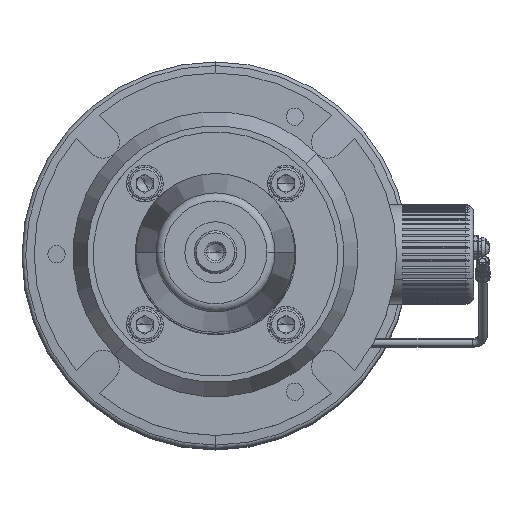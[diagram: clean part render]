
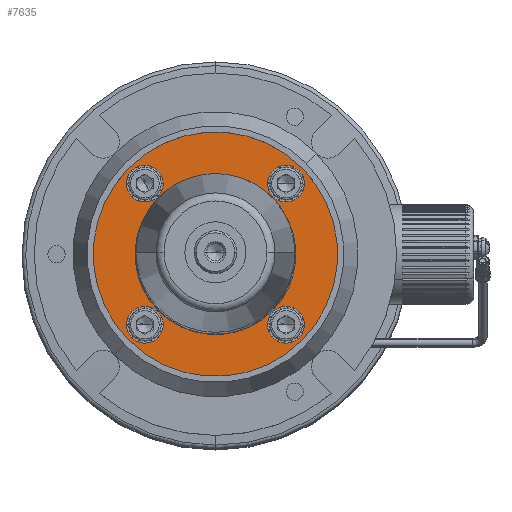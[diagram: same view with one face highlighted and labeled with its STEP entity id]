
A CAD part, top view. The second image highlights one B-rep face of the part: STEP entity #7635.
In plain terms, the highlighted planar face has unit normal (0, 0, 1).
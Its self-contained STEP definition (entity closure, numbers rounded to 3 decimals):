
#1786 = CIRCLE ( 'NONE', #16025, 60. ) ;
#3568 = CARTESIAN_POINT ( 'NONE',  ( -30.759, -30.759, 125.5 ) ) ;
#3585 = CARTESIAN_POINT ( 'NONE',  ( -38.537, 30.759, 125.5 ) ) ;
#3594 = CARTESIAN_POINT ( 'NONE',  ( 27.931, 27.931, 125.5 ) ) ;
#3609 = CARTESIAN_POINT ( 'NONE',  ( 38.537, 38.537, 125.5 ) ) ;
#3611 = CARTESIAN_POINT ( 'NONE',  ( 30.759, -38.537, 125.5 ) ) ;
#3612 = CARTESIAN_POINT ( 'NONE',  ( -27.931, -27.931, 125.5 ) ) ;
#3623 = CARTESIAN_POINT ( 'NONE',  ( -38.537, -38.537, 125.5 ) ) ;
#3632 = CARTESIAN_POINT ( 'NONE',  ( 30.759, 30.759, 125.5 ) ) ;
#3642 = CARTESIAN_POINT ( 'NONE',  ( 38.537, -30.759, 125.5 ) ) ;
#3669 = CARTESIAN_POINT ( 'NONE',  ( -42.426, -42.426, 125.5 ) ) ;
#3670 = CARTESIAN_POINT ( 'NONE',  ( 42.426, 42.426, 125.5 ) ) ;
#3674 = CARTESIAN_POINT ( 'NONE',  ( -30.759, 38.537, 125.5 ) ) ;
#6146 = DIRECTION ( 'NONE',  ( 0., 0., 1. ) ) ;
#6163 = CARTESIAN_POINT ( 'NONE',  ( 0., 0., 125.5 ) ) ;
#6164 = DIRECTION ( 'NONE',  ( 0.707, 0.707, 0. ) ) ;
#6382 = CIRCLE ( 'NONE', #43841, 5.5 ) ;
#7303 = CIRCLE ( 'NONE', #43505, 39.5 ) ;
#7317 = CIRCLE ( 'NONE', #43342, 5.5 ) ;
#7333 = CIRCLE ( 'NONE', #43469, 5.5 ) ;
#7354 = CIRCLE ( 'NONE', #43358, 5.5 ) ;
#7394 = CIRCLE ( 'NONE', #43350, 5.5 ) ;
#7458 = CIRCLE ( 'NONE', #43734, 5.5 ) ;
#7468 = CIRCLE ( 'NONE', #43737, 5.5 ) ;
#7469 = CIRCLE ( 'NONE', #43699, 39.5 ) ;
#7470 = CIRCLE ( 'NONE', #43716, 5.5 ) ;
#7474 = CIRCLE ( 'NONE', #43636, 60. ) ;
#7635 = ADVANCED_FACE ( 'NONE', ( #53548, #53560, #53564, #53570, #53545, #53562 ), #29383, .T. ) ;
#8972 = EDGE_CURVE ( 'NONE', #34010, #34120, #7317, .T. ) ;
#8975 = EDGE_CURVE ( 'NONE', #34016, #34046, #7303, .T. ) ;
#8980 = EDGE_CURVE ( 'NONE', #34055, #34014, #7333, .T. ) ;
#8983 = EDGE_CURVE ( 'NONE', #34002, #34071, #7354, .T. ) ;
#8984 = EDGE_CURVE ( 'NONE', #34074, #34006, #7394, .T. ) ;
#9045 = EDGE_CURVE ( 'NONE', #34070, #34060, #7474, .T. ) ;
#9053 = EDGE_CURVE ( 'NONE', #34046, #34016, #7469, .T. ) ;
#9054 = EDGE_CURVE ( 'NONE', #34120, #34010, #7470, .T. ) ;
#9058 = EDGE_CURVE ( 'NONE', #34014, #34055, #7458, .T. ) ;
#9061 = EDGE_CURVE ( 'NONE', #34071, #34002, #7468, .T. ) ;
#9080 = EDGE_CURVE ( 'NONE', #34006, #34074, #6382, .T. ) ;
#12182 = EDGE_CURVE ( 'NONE', #34060, #34070, #1786, .T. ) ;
#16025 = AXIS2_PLACEMENT_3D ( 'NONE', #6163, #6146, #6164 ) ;
#24830 = AXIS2_PLACEMENT_3D ( 'NONE', #29389, #29428, #29429 ) ;
#27558 = CARTESIAN_POINT ( 'NONE',  ( 0., 0., 125.5 ) ) ;
#27562 = DIRECTION ( 'NONE',  ( 0., 0., 1. ) ) ;
#27589 = CARTESIAN_POINT ( 'NONE',  ( 34.648, -34.648, 125.5 ) ) ;
#27597 = DIRECTION ( 'NONE',  ( 0.707, 0.707, 0. ) ) ;
#27602 = CARTESIAN_POINT ( 'NONE',  ( -34.648, -34.648, 125.5 ) ) ;
#27617 = DIRECTION ( 'NONE',  ( 0., 0., 1. ) ) ;
#27619 = DIRECTION ( 'NONE',  ( 0., 0., 1. ) ) ;
#27621 = DIRECTION ( 'NONE',  ( 0.707, 0.707, 0. ) ) ;
#27625 = DIRECTION ( 'NONE',  ( 0., 0., 1. ) ) ;
#27635 = DIRECTION ( 'NONE',  ( 0.707, 0.707, 0. ) ) ;
#27639 = CARTESIAN_POINT ( 'NONE',  ( -34.648, 34.648, 125.5 ) ) ;
#27641 = CARTESIAN_POINT ( 'NONE',  ( 34.648, 34.648, 125.5 ) ) ;
#27645 = DIRECTION ( 'NONE',  ( 0., 0., 1. ) ) ;
#27646 = DIRECTION ( 'NONE',  ( 0.707, 0.707, 0. ) ) ;
#27647 = DIRECTION ( 'NONE',  ( 0.707, 0.707, 0. ) ) ;
#27746 = DIRECTION ( 'NONE',  ( 0., 0., 1. ) ) ;
#27748 = DIRECTION ( 'NONE',  ( 0.707, 0.707, 0. ) ) ;
#27772 = CARTESIAN_POINT ( 'NONE',  ( 0., 0., 125.5 ) ) ;
#27781 = DIRECTION ( 'NONE',  ( 0.707, 0.707, 0. ) ) ;
#27786 = CARTESIAN_POINT ( 'NONE',  ( 34.648, -34.648, 125.5 ) ) ;
#27787 = DIRECTION ( 'NONE',  ( 0., 0., 1. ) ) ;
#27790 = DIRECTION ( 'NONE',  ( 0., 0., 1. ) ) ;
#27804 = CARTESIAN_POINT ( 'NONE',  ( 0., 0., 125.5 ) ) ;
#27808 = DIRECTION ( 'NONE',  ( 0.707, 0.707, 0. ) ) ;
#27810 = CARTESIAN_POINT ( 'NONE',  ( 34.648, 34.648, 125.5 ) ) ;
#27820 = CARTESIAN_POINT ( 'NONE',  ( -34.648, 34.648, 125.5 ) ) ;
#27822 = DIRECTION ( 'NONE',  ( 0., 0., 1. ) ) ;
#27824 = DIRECTION ( 'NONE',  ( 0.707, 0.707, 0. ) ) ;
#27825 = DIRECTION ( 'NONE',  ( 0.707, 0.707, 0. ) ) ;
#27827 = DIRECTION ( 'NONE',  ( 0., 0., 1. ) ) ;
#27859 = DIRECTION ( 'NONE',  ( 0., 0., 1. ) ) ;
#27861 = DIRECTION ( 'NONE',  ( 0.707, 0.707, 0. ) ) ;
#27881 = CARTESIAN_POINT ( 'NONE',  ( -34.648, -34.648, 125.5 ) ) ;
#29383 = PLANE ( 'NONE',  #24830 ) ;
#29389 = CARTESIAN_POINT ( 'NONE',  ( 0., 0., 125.5 ) ) ;
#29428 = DIRECTION ( 'NONE',  ( 0., 0., 1. ) ) ;
#29429 = DIRECTION ( 'NONE',  ( 0.707, 0.707, 0. ) ) ;
#30993 = EDGE_LOOP ( 'NONE', ( #40818, #40822 ) ) ;
#31003 = EDGE_LOOP ( 'NONE', ( #40821, #40793 ) ) ;
#31007 = EDGE_LOOP ( 'NONE', ( #40809, #40799 ) ) ;
#31082 = EDGE_LOOP ( 'NONE', ( #40791, #40808 ) ) ;
#31085 = EDGE_LOOP ( 'NONE', ( #40802, #40820 ) ) ;
#31095 = EDGE_LOOP ( 'NONE', ( #40807, #40795 ) ) ;
#34002 = VERTEX_POINT ( 'NONE', #3585 ) ;
#34006 = VERTEX_POINT ( 'NONE', #3568 ) ;
#34010 = VERTEX_POINT ( 'NONE', #3611 ) ;
#34014 = VERTEX_POINT ( 'NONE', #3609 ) ;
#34016 = VERTEX_POINT ( 'NONE', #3612 ) ;
#34046 = VERTEX_POINT ( 'NONE', #3594 ) ;
#34055 = VERTEX_POINT ( 'NONE', #3632 ) ;
#34060 = VERTEX_POINT ( 'NONE', #3669 ) ;
#34070 = VERTEX_POINT ( 'NONE', #3670 ) ;
#34071 = VERTEX_POINT ( 'NONE', #3674 ) ;
#34074 = VERTEX_POINT ( 'NONE', #3623 ) ;
#34120 = VERTEX_POINT ( 'NONE', #3642 ) ;
#40791 = ORIENTED_EDGE ( 'NONE', *, *, #8980, .F. ) ;
#40793 = ORIENTED_EDGE ( 'NONE', *, *, #9061, .F. ) ;
#40795 = ORIENTED_EDGE ( 'NONE', *, *, #9053, .F. ) ;
#40799 = ORIENTED_EDGE ( 'NONE', *, *, #9054, .F. ) ;
#40802 = ORIENTED_EDGE ( 'NONE', *, *, #9045, .T. ) ;
#40807 = ORIENTED_EDGE ( 'NONE', *, *, #8975, .F. ) ;
#40808 = ORIENTED_EDGE ( 'NONE', *, *, #9058, .F. ) ;
#40809 = ORIENTED_EDGE ( 'NONE', *, *, #8972, .F. ) ;
#40818 = ORIENTED_EDGE ( 'NONE', *, *, #8984, .F. ) ;
#40820 = ORIENTED_EDGE ( 'NONE', *, *, #12182, .T. ) ;
#40821 = ORIENTED_EDGE ( 'NONE', *, *, #8983, .F. ) ;
#40822 = ORIENTED_EDGE ( 'NONE', *, *, #9080, .F. ) ;
#43342 = AXIS2_PLACEMENT_3D ( 'NONE', #27589, #27562, #27597 ) ;
#43350 = AXIS2_PLACEMENT_3D ( 'NONE', #27602, #27645, #27647 ) ;
#43358 = AXIS2_PLACEMENT_3D ( 'NONE', #27639, #27617, #27646 ) ;
#43469 = AXIS2_PLACEMENT_3D ( 'NONE', #27641, #27625, #27621 ) ;
#43505 = AXIS2_PLACEMENT_3D ( 'NONE', #27558, #27619, #27635 ) ;
#43636 = AXIS2_PLACEMENT_3D ( 'NONE', #27772, #27746, #27748 ) ;
#43699 = AXIS2_PLACEMENT_3D ( 'NONE', #27804, #27787, #27808 ) ;
#43716 = AXIS2_PLACEMENT_3D ( 'NONE', #27786, #27827, #27825 ) ;
#43734 = AXIS2_PLACEMENT_3D ( 'NONE', #27810, #27790, #27824 ) ;
#43737 = AXIS2_PLACEMENT_3D ( 'NONE', #27820, #27822, #27781 ) ;
#43841 = AXIS2_PLACEMENT_3D ( 'NONE', #27881, #27859, #27861 ) ;
#53545 = FACE_BOUND ( 'NONE', #31082, .T. ) ;
#53548 = FACE_BOUND ( 'NONE', #31095, .T. ) ;
#53560 = FACE_BOUND ( 'NONE', #31003, .T. ) ;
#53562 = FACE_OUTER_BOUND ( 'NONE', #31085, .T. ) ;
#53564 = FACE_BOUND ( 'NONE', #31007, .T. ) ;
#53570 = FACE_BOUND ( 'NONE', #30993, .T. ) ;
